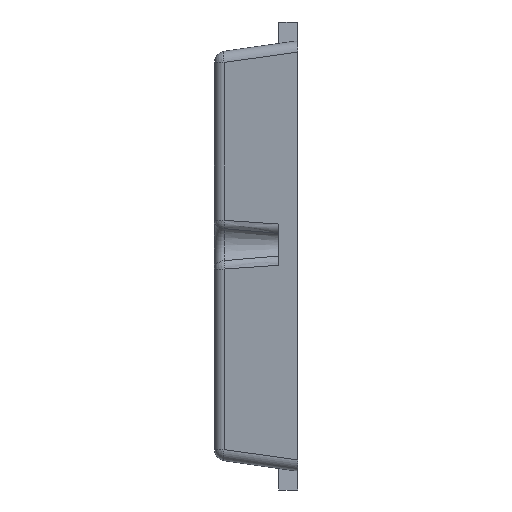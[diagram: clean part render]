
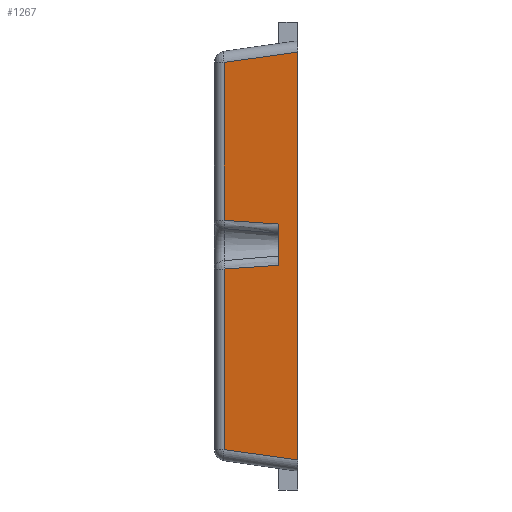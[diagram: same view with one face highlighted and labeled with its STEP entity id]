
A CAD part, left-side view. The second image highlights one B-rep face of the part: STEP entity #1267.
In plain terms, the highlighted planar face has unit normal (-0.99, 0.139, 0).
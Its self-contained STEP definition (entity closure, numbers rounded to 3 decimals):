
#351 = LINE ( 'NONE', #679, #3017 ) ;
#513 = VECTOR ( 'NONE', #5470, 1000. ) ;
#643 = VECTOR ( 'NONE', #2547, 1000. ) ;
#675 = CARTESIAN_POINT ( 'NONE',  ( -2.495, 0.751, -2.596 ) ) ;
#679 = CARTESIAN_POINT ( 'NONE',  ( -2.464, 0.971, 2.85 ) ) ;
#799 = CARTESIAN_POINT ( 'NONE',  ( -2.565, 0.25, 2.85 ) ) ;
#887 = VECTOR ( 'NONE', #3847, 1000. ) ;
#1074 = CARTESIAN_POINT ( 'NONE',  ( -2.565, 0.25, 0.423 ) ) ;
#1200 = DIRECTION ( 'NONE',  ( 0., 0., -1. ) ) ;
#1267 = ADVANCED_FACE ( 'NONE', ( #5197 ), #5706, .T. ) ;
#1454 = ORIENTED_EDGE ( 'NONE', *, *, #5883, .T. ) ;
#1687 = VERTEX_POINT ( 'NONE', #5425 ) ;
#1738 = CARTESIAN_POINT ( 'NONE',  ( -2.603, -0.02, 2.704 ) ) ;
#1748 = EDGE_CURVE ( 'NONE', #6565, #6815, #3986, .T. ) ;
#1892 = VECTOR ( 'NONE', #5837, 1000. ) ;
#2044 = VERTEX_POINT ( 'NONE', #5856 ) ;
#2086 = DIRECTION ( 'NONE',  ( 0., 0., 1. ) ) ;
#2142 = VERTEX_POINT ( 'NONE', #6349 ) ;
#2238 = VERTEX_POINT ( 'NONE', #3262 ) ;
#2359 = ORIENTED_EDGE ( 'NONE', *, *, #6246, .T. ) ;
#2451 = CARTESIAN_POINT ( 'NONE',  ( -2.6, 0., 2.85 ) ) ;
#2482 = CARTESIAN_POINT ( 'NONE',  ( -2.522, 0.554, -0.145 ) ) ;
#2486 = EDGE_CURVE ( 'NONE', #2238, #3783, #6540, .T. ) ;
#2547 = DIRECTION ( 'NONE',  ( 0., 0., -1. ) ) ;
#2576 = EDGE_LOOP ( 'NONE', ( #4264, #1454, #5524, #2686, #3922, #6618, #2359, #5031 ) ) ;
#2686 = ORIENTED_EDGE ( 'NONE', *, *, #5406, .T. ) ;
#3007 = CARTESIAN_POINT ( 'NONE',  ( -2.483, 0.832, -0.164 ) ) ;
#3017 = VECTOR ( 'NONE', #1200, 1000. ) ;
#3098 = LINE ( 'NONE', #1738, #513 ) ;
#3262 = CARTESIAN_POINT ( 'NONE',  ( -2.464, 0.971, 0.473 ) ) ;
#3289 = LINE ( 'NONE', #799, #1892 ) ;
#3447 = CARTESIAN_POINT ( 'NONE',  ( -2.464, 0.971, -0.173 ) ) ;
#3501 = CARTESIAN_POINT ( 'NONE',  ( -2.565, 0.25, -0.123 ) ) ;
#3532 = EDGE_CURVE ( 'NONE', #1687, #3783, #3289, .T. ) ;
#3638 = CARTESIAN_POINT ( 'NONE',  ( -2.464, 0.971, 2.85 ) ) ;
#3745 = CARTESIAN_POINT ( 'NONE',  ( -2.6, 0., -2.701 ) ) ;
#3783 = VERTEX_POINT ( 'NONE', #1074 ) ;
#3847 = DIRECTION ( 'NONE',  ( -0.138, -0.981, -0.138 ) ) ;
#3922 = ORIENTED_EDGE ( 'NONE', *, *, #1748, .T. ) ;
#3986 = LINE ( 'NONE', #2451, #5257 ) ;
#4211 = VERTEX_POINT ( 'NONE', #3447 ) ;
#4264 = ORIENTED_EDGE ( 'NONE', *, *, #3532, .F. ) ;
#4591 = CARTESIAN_POINT ( 'NONE',  ( -2.565, 0.25, 0.423 ) ) ;
#4829 = EDGE_CURVE ( 'NONE', #4211, #2142, #351, .T. ) ;
#4920 = CARTESIAN_POINT ( 'NONE',  ( -2.55, 0.357, 0.431 ) ) ;
#4941 = CARTESIAN_POINT ( 'NONE',  ( -2.535, 0.465, 0.439 ) ) ;
#4956 = LINE ( 'NONE', #675, #887 ) ;
#4972 = CARTESIAN_POINT ( 'NONE',  ( -2.52, 0.573, 0.446 ) ) ;
#5001 = CARTESIAN_POINT ( 'NONE',  ( -2.501, 0.705, 0.455 ) ) ;
#5031 = ORIENTED_EDGE ( 'NONE', *, *, #2486, .T. ) ;
#5045 = CARTESIAN_POINT ( 'NONE',  ( -2.464, 0.971, 0.473 ) ) ;
#5076 = CARTESIAN_POINT ( 'NONE',  ( -2.482, 0.838, 0.464 ) ) ;
#5136 = CARTESIAN_POINT ( 'NONE',  ( -2.551, 0.351, -0.131 ) ) ;
#5197 = FACE_OUTER_BOUND ( 'NONE', #2576, .T. ) ;
#5257 = VECTOR ( 'NONE', #2086, 1000. ) ;
#5406 = EDGE_CURVE ( 'NONE', #2142, #6565, #4956, .T. ) ;
#5425 = CARTESIAN_POINT ( 'NONE',  ( -2.565, 0.25, -0.123 ) ) ;
#5470 = DIRECTION ( 'NONE',  ( 0.138, 0.981, -0.138 ) ) ;
#5524 = ORIENTED_EDGE ( 'NONE', *, *, #4829, .T. ) ;
#5660 = EDGE_CURVE ( 'NONE', #6815, #2044, #3098, .T. ) ;
#5670 = CARTESIAN_POINT ( 'NONE',  ( -2.536, 0.453, -0.138 ) ) ;
#5706 = PLANE ( 'NONE',  #6578 ) ;
#5837 = DIRECTION ( 'NONE',  ( 0., 0., 1. ) ) ;
#5856 = CARTESIAN_POINT ( 'NONE',  ( -2.464, 0.971, 2.565 ) ) ;
#5883 = EDGE_CURVE ( 'NONE', #1687, #4211, #6659, .T. ) ;
#6123 = CARTESIAN_POINT ( 'NONE',  ( -2.6, 0., 2.85 ) ) ;
#6154 = DIRECTION ( 'NONE',  ( -0.99, 0.139, 0. ) ) ;
#6196 = DIRECTION ( 'NONE',  ( -0.139, -0.99, 0. ) ) ;
#6203 = CARTESIAN_POINT ( 'NONE',  ( -2.503, 0.693, -0.155 ) ) ;
#6246 = EDGE_CURVE ( 'NONE', #2044, #2238, #6326, .T. ) ;
#6326 = LINE ( 'NONE', #3638, #643 ) ;
#6349 = CARTESIAN_POINT ( 'NONE',  ( -2.464, 0.971, -2.565 ) ) ;
#6540 = B_SPLINE_CURVE_WITH_KNOTS ( 'NONE', 3,
 ( #5045, #5076, #5001, #4972, #4941, #4920, #4591 ),
 .UNSPECIFIED., .F., .F.,
 ( 4, 3, 4 ),
 ( 0., 0., 0.001 ),
 .UNSPECIFIED. ) ;
#6565 = VERTEX_POINT ( 'NONE', #3745 ) ;
#6578 = AXIS2_PLACEMENT_3D ( 'NONE', #6123, #6154, #6196 ) ;
#6607 = CARTESIAN_POINT ( 'NONE',  ( -2.6, 0., 2.701 ) ) ;
#6618 = ORIENTED_EDGE ( 'NONE', *, *, #5660, .T. ) ;
#6659 = B_SPLINE_CURVE_WITH_KNOTS ( 'NONE', 3,
 ( #3501, #5136, #5670, #2482, #6203, #3007, #6745 ),
 .UNSPECIFIED., .F., .F.,
 ( 4, 3, 4 ),
 ( 0., 0., 0.001 ),
 .UNSPECIFIED. ) ;
#6745 = CARTESIAN_POINT ( 'NONE',  ( -2.464, 0.971, -0.173 ) ) ;
#6815 = VERTEX_POINT ( 'NONE', #6607 ) ;
